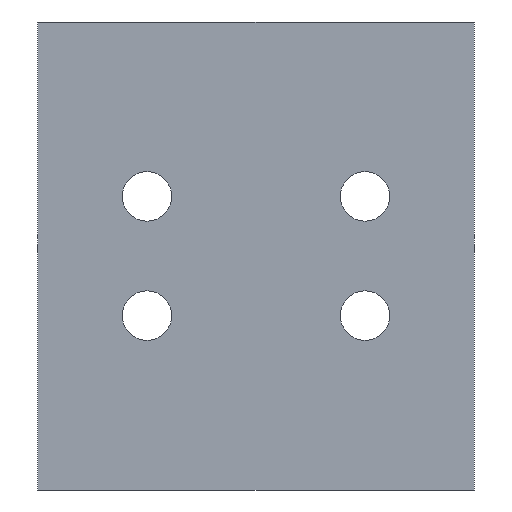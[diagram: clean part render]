
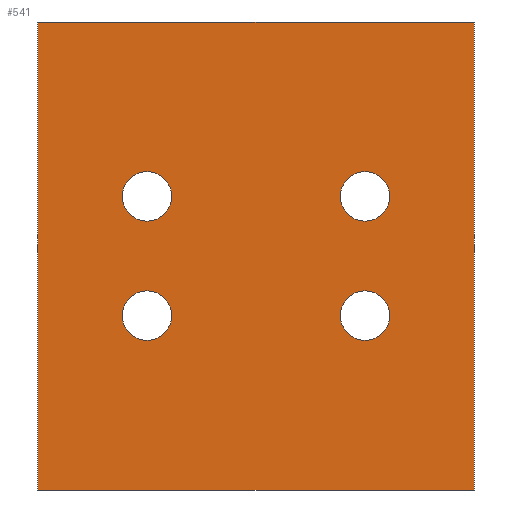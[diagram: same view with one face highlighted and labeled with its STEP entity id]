
A CAD part, front view. The second image highlights one B-rep face of the part: STEP entity #541.
In plain terms, the highlighted planar face has unit normal (0, -1, 0).
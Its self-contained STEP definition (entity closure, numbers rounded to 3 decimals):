
#19=FACE_BOUND('',#91,.T.);
#20=FACE_BOUND('',#92,.T.);
#21=FACE_BOUND('',#93,.T.);
#22=FACE_BOUND('',#94,.T.);
#39=PLANE('',#600);
#55=FACE_OUTER_BOUND('',#90,.T.);
#90=EDGE_LOOP('',(#385,#386,#387,#388));
#91=EDGE_LOOP('',(#389));
#92=EDGE_LOOP('',(#390));
#93=EDGE_LOOP('',(#391));
#94=EDGE_LOOP('',(#392));
#145=LINE('',#859,#185);
#146=LINE('',#861,#186);
#147=LINE('',#863,#187);
#148=LINE('',#864,#188);
#185=VECTOR('',#681,32.2);
#186=VECTOR('',#682,30.);
#187=VECTOR('',#683,32.2);
#188=VECTOR('',#684,30.);
#226=CIRCLE('',#601,1.7);
#227=CIRCLE('',#602,1.7);
#228=CIRCLE('',#603,1.7);
#229=CIRCLE('',#604,1.7);
#261=VERTEX_POINT('',#857);
#262=VERTEX_POINT('',#858);
#263=VERTEX_POINT('',#860);
#264=VERTEX_POINT('',#862);
#265=VERTEX_POINT('',#865);
#266=VERTEX_POINT('',#867);
#267=VERTEX_POINT('',#869);
#268=VERTEX_POINT('',#871);
#311=EDGE_CURVE('',#261,#262,#145,.T.);
#312=EDGE_CURVE('',#263,#261,#146,.T.);
#313=EDGE_CURVE('',#264,#263,#147,.T.);
#314=EDGE_CURVE('',#262,#264,#148,.T.);
#315=EDGE_CURVE('',#265,#265,#226,.F.);
#316=EDGE_CURVE('',#266,#266,#227,.F.);
#317=EDGE_CURVE('',#267,#267,#228,.F.);
#318=EDGE_CURVE('',#268,#268,#229,.F.);
#385=ORIENTED_EDGE('',*,*,#311,.F.);
#386=ORIENTED_EDGE('',*,*,#312,.F.);
#387=ORIENTED_EDGE('',*,*,#313,.F.);
#388=ORIENTED_EDGE('',*,*,#314,.F.);
#389=ORIENTED_EDGE('',*,*,#315,.F.);
#390=ORIENTED_EDGE('',*,*,#316,.F.);
#391=ORIENTED_EDGE('',*,*,#317,.F.);
#392=ORIENTED_EDGE('',*,*,#318,.F.);
#541=ADVANCED_FACE('',(#55,#19,#20,#21,#22),#39,.F.);
#600=AXIS2_PLACEMENT_3D('',#856,#679,#680);
#601=AXIS2_PLACEMENT_3D('',#866,#685,#686);
#602=AXIS2_PLACEMENT_3D('',#868,#687,#688);
#603=AXIS2_PLACEMENT_3D('',#870,#689,#690);
#604=AXIS2_PLACEMENT_3D('',#872,#691,#692);
#679=DIRECTION('center_axis',(0.,1.,0.));
#680=DIRECTION('ref_axis',(0.,0.,1.));
#681=DIRECTION('',(0.,0.,1.));
#682=DIRECTION('',(-1.,0.,0.));
#683=DIRECTION('',(0.,0.,-1.));
#684=DIRECTION('',(1.,0.,0.));
#685=DIRECTION('center_axis',(0.,1.,0.));
#686=DIRECTION('ref_axis',(0.,0.,1.));
#687=DIRECTION('center_axis',(0.,1.,0.));
#688=DIRECTION('ref_axis',(0.,0.,1.));
#689=DIRECTION('center_axis',(0.,1.,0.));
#690=DIRECTION('ref_axis',(0.,0.,1.));
#691=DIRECTION('center_axis',(0.,1.,0.));
#692=DIRECTION('ref_axis',(0.,0.,1.));
#856=CARTESIAN_POINT('Origin',(0.,11.5,0.));
#857=CARTESIAN_POINT('',(-15.,11.5,26.051));
#858=CARTESIAN_POINT('',(-15.,11.5,58.251));
#859=CARTESIAN_POINT('',(-15.,11.5,26.051));
#860=CARTESIAN_POINT('',(15.,11.5,26.051));
#861=CARTESIAN_POINT('',(15.,11.5,26.051));
#862=CARTESIAN_POINT('',(15.,11.5,58.251));
#863=CARTESIAN_POINT('',(15.,11.5,58.251));
#864=CARTESIAN_POINT('',(-15.,11.5,58.251));
#865=CARTESIAN_POINT('',(-7.5,11.5,44.551));
#866=CARTESIAN_POINT('Origin',(-7.5,11.5,46.251));
#867=CARTESIAN_POINT('',(-7.5,11.5,36.351));
#868=CARTESIAN_POINT('Origin',(-7.5,11.5,38.051));
#869=CARTESIAN_POINT('',(7.5,11.5,36.351));
#870=CARTESIAN_POINT('Origin',(7.5,11.5,38.051));
#871=CARTESIAN_POINT('',(7.5,11.5,44.551));
#872=CARTESIAN_POINT('Origin',(7.5,11.5,46.251));
